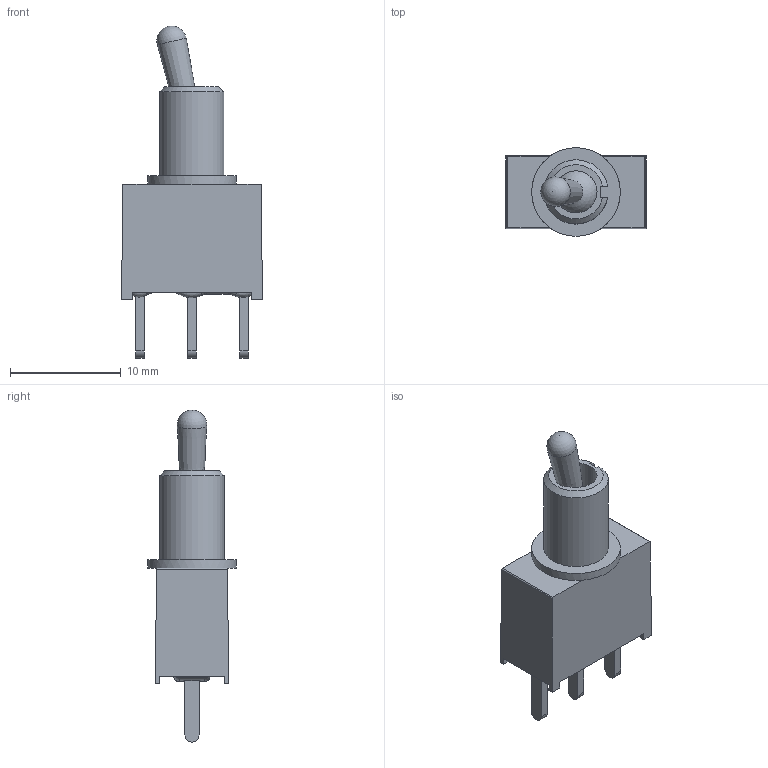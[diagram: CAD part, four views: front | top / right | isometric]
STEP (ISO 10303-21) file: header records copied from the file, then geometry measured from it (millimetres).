
FILE_DESCRIPTION(/* description */ (''),/* implementation_level */ '2;1');
FILE_NAME(/* name */ '100AWSPxT2B1M2xE.stp',/* time_stamp */ '2026-01-12T21:16:11-06:00',/* author */ ('jmeyers'),/* organization */ (''),/* preprocessor_version */ 'ST-DEVELOPER v18.1',/* originating_system */ 'Autodesk Inventor 2022',/* authorisation */ '');
FILE_SCHEMA (('AUTOMOTIVE_DESIGN { 1 0 10303 214 3 1 1 }'));
Length unit declared in the file: inch
Products named in the file (1): Part29
Bounding box: 12.7 x 8 x 29.97 mm (x, y, z)
Volume: 1047.5 mm3; surface area: 953.4 mm2
Topology: 1 solids, 2 shells, 106 faces, 265 edges, 166 vertices
Faces by surface type: plane 49, cylinder 30, torus 18, bspline 4, sphere 3, cone 2
Full cylindrical faces by diameter (mm): 3.8 x2, 8 x1
Entity records: 3359 total; most frequent: CARTESIAN_POINT 813, ORIENTED_EDGE 526, DIRECTION 522, EDGE_CURVE 263, AXIS2_PLACEMENT_3D 197, VERTEX_POINT 166, LINE 128, VECTOR 128
